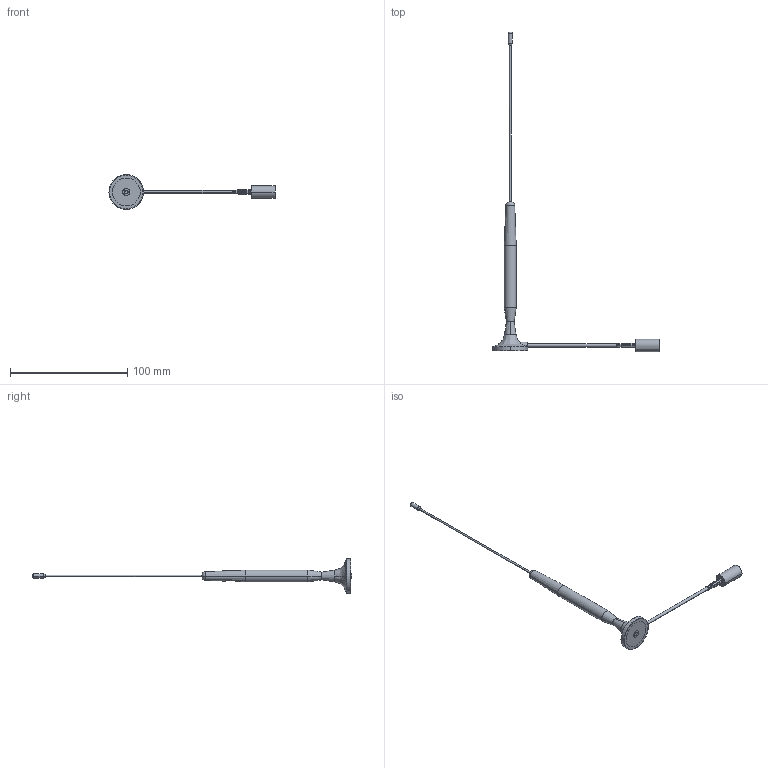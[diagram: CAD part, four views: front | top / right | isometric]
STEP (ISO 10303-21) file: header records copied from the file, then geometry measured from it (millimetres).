
FILE_DESCRIPTION (( 'STEP AP214' ), '1' );
FILE_NAME ('RE1903U.STEP', '2019-07-01T12:19:47', ( '' ), ( '' ), 'SwSTEP 2.0', 'SolidWorks 2018', '' );
FILE_SCHEMA (( 'AUTOMOTIVE_DESIGN' ));
Length unit declared in the file: inch
Products named in the file (9): CONNECTOR REP_Small; RE1903U_Antenna; RE1903U_Magnet cover; HEATSH-HEX_100BLACK; RE1903U; RE1903U-MA1; RG174-PROD; RE1903U_AntennaWire; RE1903U_Base
Assembly tree (8 placements, depth 3):
  RE1903U
    RE1903U_Antenna
      RE1903U_Base
      RE1903U_AntennaWire
      RE1903U_Magnet cover
      RE1903U-MA1
    HEATSH-HEX_100BLACK
    CONNECTOR REP_Small
    RG174-PROD
Bounding box: 141.45 x 271.83 x 29.5 mm (x, y, z)
Volume: 12980.3 mm3; surface area: 11575.2 mm2
Topology: 7 solids, 7 shells, 224 faces, 576 edges, 372 vertices
Faces by surface type: cylinder 138, plane 58, bspline 14, cone 12, torus 2
Entity records: 23272 total; most frequent: CARTESIAN_POINT 17220, ORIENTED_EDGE 1152, DIRECTION 894, EDGE_CURVE 576, VERTEX_POINT 372, AXIS2_PLACEMENT_3D 337, EDGE_LOOP 234, FACE_OUTER_BOUND 224
